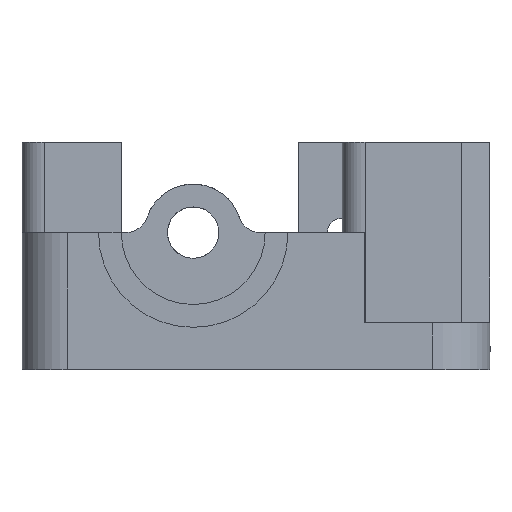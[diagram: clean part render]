
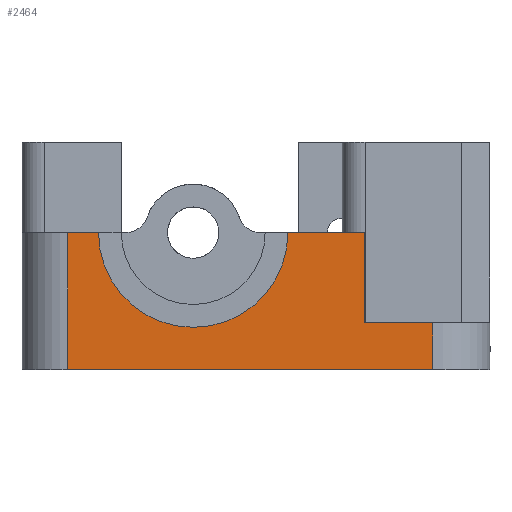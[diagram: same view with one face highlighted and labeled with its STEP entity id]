
A CAD part, left-side view. The second image highlights one B-rep face of the part: STEP entity #2464.
In plain terms, the highlighted planar face has unit normal (-1, 0, 0).
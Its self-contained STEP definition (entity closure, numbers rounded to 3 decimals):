
#28 = CARTESIAN_POINT ( 'NONE',  ( -79.69, -42., 4.1 ) ) ;
#38 = DIRECTION ( 'NONE',  ( 0., 0., -1. ) ) ;
#114 = VECTOR ( 'NONE', #1991, 1000. ) ;
#137 = VERTEX_POINT ( 'NONE', #867 ) ;
#140 = CARTESIAN_POINT ( 'NONE',  ( -79.69, -36., 12. ) ) ;
#189 = CARTESIAN_POINT ( 'NONE',  ( -79.69, -10., 0. ) ) ;
#193 = EDGE_CURVE ( 'NONE', #1341, #708, #545, .T. ) ;
#262 = LINE ( 'NONE', #2527, #581 ) ;
#325 = CARTESIAN_POINT ( 'NONE',  ( -79.69, -42., 0. ) ) ;
#358 = DIRECTION ( 'NONE',  ( -1., 0., 0. ) ) ;
#441 = DIRECTION ( 'NONE',  ( 0., -1., 0. ) ) ;
#466 = DIRECTION ( 'NONE',  ( 0., 0., 1. ) ) ;
#545 = CIRCLE ( 'NONE', #2118, 8.3 ) ;
#554 = EDGE_CURVE ( 'NONE', #816, #1739, #262, .T. ) ;
#580 = CARTESIAN_POINT ( 'NONE',  ( -79.69, -36., 4.1 ) ) ;
#581 = VECTOR ( 'NONE', #38, 1000. ) ;
#627 = VECTOR ( 'NONE', #1269, 1000. ) ;
#699 = VERTEX_POINT ( 'NONE', #1802 ) ;
#708 = VERTEX_POINT ( 'NONE', #2080 ) ;
#728 = CARTESIAN_POINT ( 'NONE',  ( -79.69, -42., 24. ) ) ;
#739 = LINE ( 'NONE', #747, #1318 ) ;
#747 = CARTESIAN_POINT ( 'NONE',  ( -79.69, -42., 24. ) ) ;
#816 = VERTEX_POINT ( 'NONE', #140 ) ;
#855 = DIRECTION ( 'NONE',  ( 0., -1., 0. ) ) ;
#867 = CARTESIAN_POINT ( 'NONE',  ( -79.69, -42., 0. ) ) ;
#1103 = ORIENTED_EDGE ( 'NONE', *, *, #2257, .T. ) ;
#1133 = ORIENTED_EDGE ( 'NONE', *, *, #193, .F. ) ;
#1163 = LINE ( 'NONE', #3034, #114 ) ;
#1229 = CARTESIAN_POINT ( 'NONE',  ( -79.69, -10., 12. ) ) ;
#1242 = ORIENTED_EDGE ( 'NONE', *, *, #3051, .F. ) ;
#1269 = DIRECTION ( 'NONE',  ( 0., -1., 0. ) ) ;
#1275 = LINE ( 'NONE', #28, #627 ) ;
#1282 = AXIS2_PLACEMENT_3D ( 'NONE', #728, #2694, #1486 ) ;
#1306 = DIRECTION ( 'NONE',  ( 0., -1., 0. ) ) ;
#1318 = VECTOR ( 'NONE', #466, 1000. ) ;
#1341 = VERTEX_POINT ( 'NONE', #3079 ) ;
#1345 = CARTESIAN_POINT ( 'NONE',  ( -79.69, -21., 12. ) ) ;
#1349 = DIRECTION ( 'NONE',  ( 0., 0., -1. ) ) ;
#1389 = EDGE_CURVE ( 'NONE', #2160, #2109, #2970, .T. ) ;
#1448 = PLANE ( 'NONE',  #1282 ) ;
#1486 = DIRECTION ( 'NONE',  ( 0., 1., 0. ) ) ;
#1491 = EDGE_CURVE ( 'NONE', #2160, #1341, #1610, .T. ) ;
#1610 = LINE ( 'NONE', #1658, #2220 ) ;
#1658 = CARTESIAN_POINT ( 'NONE',  ( -79.69, -6., 12. ) ) ;
#1715 = ORIENTED_EDGE ( 'NONE', *, *, #1491, .F. ) ;
#1722 = VECTOR ( 'NONE', #1349, 1000. ) ;
#1739 = VERTEX_POINT ( 'NONE', #580 ) ;
#1802 = CARTESIAN_POINT ( 'NONE',  ( -79.69, -42., 4.1 ) ) ;
#1856 = LINE ( 'NONE', #325, #3099 ) ;
#1991 = DIRECTION ( 'NONE',  ( 0., -1., 0. ) ) ;
#2080 = CARTESIAN_POINT ( 'NONE',  ( -79.69, -29.3, 12. ) ) ;
#2105 = ORIENTED_EDGE ( 'NONE', *, *, #1389, .T. ) ;
#2109 = VERTEX_POINT ( 'NONE', #189 ) ;
#2118 = AXIS2_PLACEMENT_3D ( 'NONE', #1345, #358, #855 ) ;
#2160 = VERTEX_POINT ( 'NONE', #1229 ) ;
#2220 = VECTOR ( 'NONE', #441, 1000. ) ;
#2235 = FACE_OUTER_BOUND ( 'NONE', #3018, .T. ) ;
#2241 = ORIENTED_EDGE ( 'NONE', *, *, #2926, .T. ) ;
#2257 = EDGE_CURVE ( 'NONE', #2109, #137, #1856, .T. ) ;
#2336 = ORIENTED_EDGE ( 'NONE', *, *, #3031, .F. ) ;
#2464 = ADVANCED_FACE ( 'NONE', ( #2235 ), #1448, .F. ) ;
#2527 = CARTESIAN_POINT ( 'NONE',  ( -79.69, -36., 12. ) ) ;
#2570 = ORIENTED_EDGE ( 'NONE', *, *, #554, .F. ) ;
#2694 = DIRECTION ( 'NONE',  ( 1., 0., 0. ) ) ;
#2835 = CARTESIAN_POINT ( 'NONE',  ( -79.69, -10., 24. ) ) ;
#2926 = EDGE_CURVE ( 'NONE', #137, #699, #739, .T. ) ;
#2970 = LINE ( 'NONE', #2835, #1722 ) ;
#3018 = EDGE_LOOP ( 'NONE', ( #1715, #2105, #1103, #2241, #1242, #2570, #2336, #1133 ) ) ;
#3031 = EDGE_CURVE ( 'NONE', #708, #816, #1163, .T. ) ;
#3034 = CARTESIAN_POINT ( 'NONE',  ( -79.69, -6., 12. ) ) ;
#3051 = EDGE_CURVE ( 'NONE', #1739, #699, #1275, .T. ) ;
#3079 = CARTESIAN_POINT ( 'NONE',  ( -79.69, -12.7, 12. ) ) ;
#3099 = VECTOR ( 'NONE', #1306, 1000. ) ;
